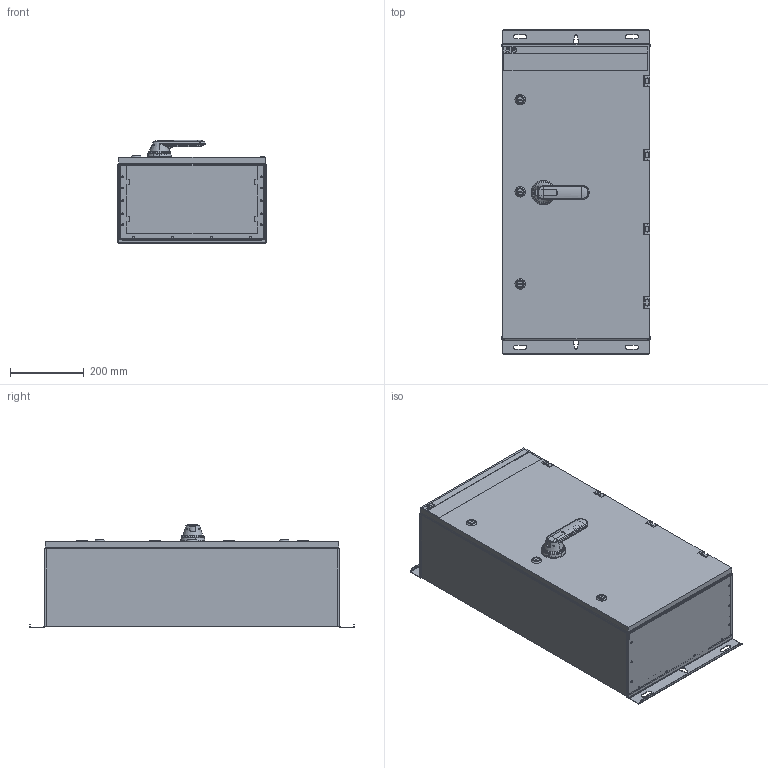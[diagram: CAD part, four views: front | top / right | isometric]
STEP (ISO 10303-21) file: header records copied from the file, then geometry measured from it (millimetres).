
FILE_DESCRIPTION((''),'2;1');
FILE_NAME('OTKM804023PBL_SW0002','2021-06-23T12:48:03',('FIJOKON'),(''),'CREO PARAMETRIC BY PTC INC, 2020184','CREO PARAMETRIC BY PTC INC, 2020184','');
FILE_SCHEMA(('AUTOMOTIVE_DESIGN { 1 0 10303 214 1 1 1 1 }'));
Products named in the file (1): OTKM804023PBL_SW0002
Bounding box: 403.5 x 880.08 x 280.58 mm (x, y, z)
Volume: 73525249.5 mm3; surface area: 1660108.7 mm2
Topology: 1 solids, 1 shells, 1547 faces, 4046 edges, 2573 vertices
Faces by surface type: plane 706, cylinder 443, bspline 190, torus 94, extrusion 70, cone 34, sphere 10
Entity records: 79550 total; most frequent: CARTESIAN_POINT 27288, ORIENTED_EDGE 8080, DIRECTION 7025, EDGE_CURVE 4040, VERTEX_POINT 2573, AXIS2_PLACEMENT_3D 2388, FILL_AREA_STYLE_COLOUR 2322, FILL_AREA_STYLE 2322
